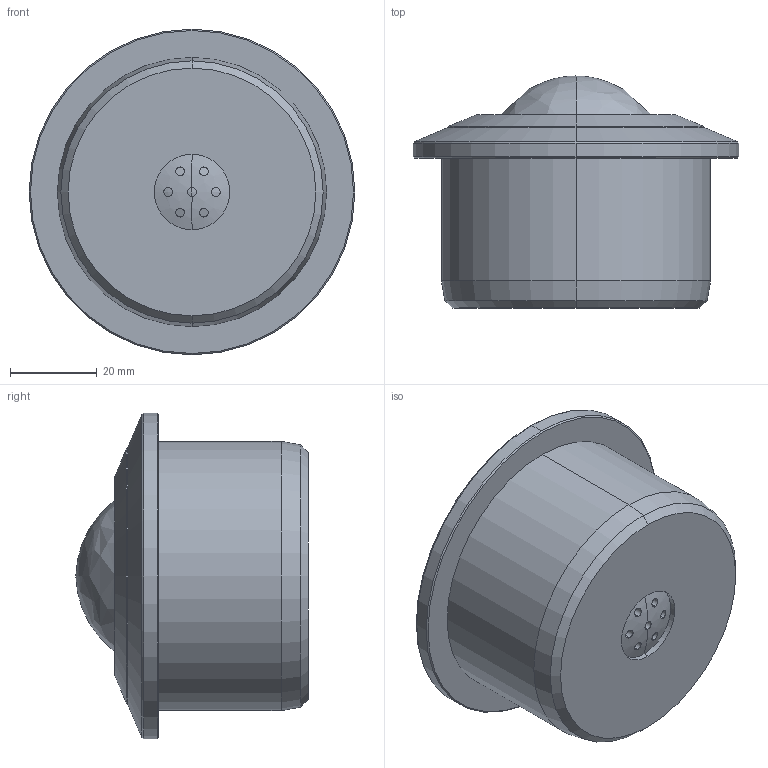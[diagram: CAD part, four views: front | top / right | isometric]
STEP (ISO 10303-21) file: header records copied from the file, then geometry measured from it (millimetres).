
FILE_DESCRIPTION (( 'STEP AP214' ), '1' );
FILE_NAME ('0017515.step', '2020-10-16T10:24:58', ( '' ), ( '' ), 'SwSTEP 2.0', 'SolidWorks 2018', '' );
FILE_SCHEMA (( 'AUTOMOTIVE_DESIGN' ));
Length unit declared in the file: millimetre
Products named in the file (1): 0017515
Bounding box: 75 x 53.5 x 75 mm (x, y, z)
Volume: 127469.2 mm3; surface area: 27954 mm2
Topology: 2 solids, 9 shells, 106 faces, 242 edges, 152 vertices
Faces by surface type: bspline 37, cylinder 26, plane 24, cone 19
Entity records: 3723 total; most frequent: CARTESIAN_POINT 1551, ORIENTED_EDGE 476, DIRECTION 342, EDGE_CURVE 238, VERTEX_POINT 152, AXIS2_PLACEMENT_3D 129, EDGE_LOOP 122, FACE_OUTER_BOUND 106
